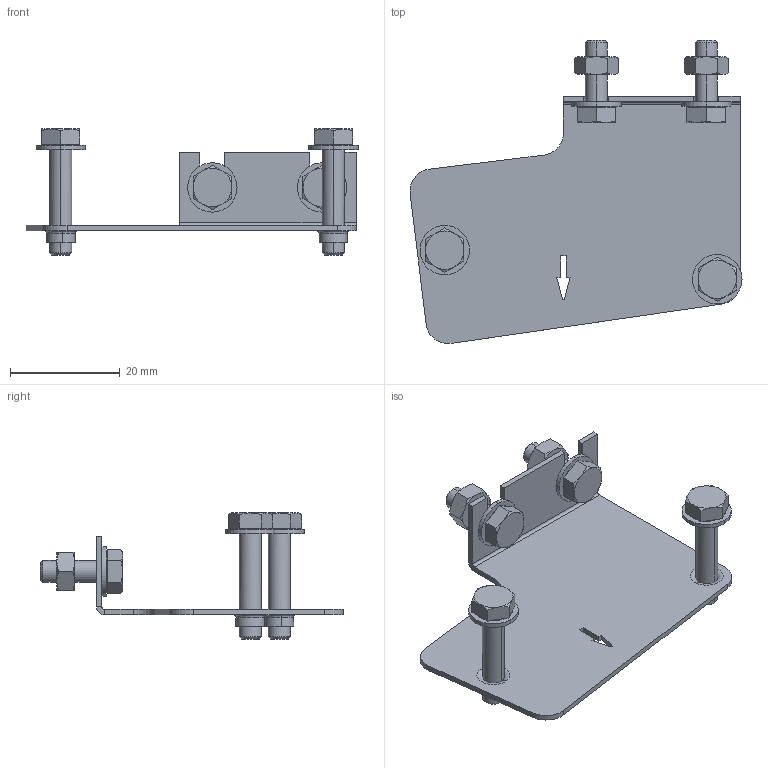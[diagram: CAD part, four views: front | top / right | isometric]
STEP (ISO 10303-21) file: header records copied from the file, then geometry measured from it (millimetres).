
FILE_DESCRIPTION((''),'2;1');
FILE_NAME('CAD1251','2011-05-20T',('cludewig'),(''),'PRO/ENGINEER BY PARAMETRIC TECHNOLOGY CORPORATION, 2007250','PRO/ENGINEER BY PARAMETRIC TECHNOLOGY CORPORATION, 2007250','');
FILE_SCHEMA(('CONFIG_CONTROL_DESIGN'));
Length unit declared in the file: millimetre
Products named in the file (1): CAD1251
Bounding box: 60.44 x 55.19 x 22.95 mm (x, y, z)
Volume: 4100.5 mm3; surface area: 6902.4 mm2
Topology: 1 solids, 1 shells, 246 faces, 571 edges, 350 vertices
Faces by surface type: plane 119, cone 64, cylinder 55, torus 8
Entity records: 7680 total; most frequent: CARTESIAN_POINT 2050, DIRECTION 1207, ORIENTED_EDGE 1136, EDGE_CURVE 568, AXIS2_PLACEMENT_3D 485, VERTEX_POINT 344, EDGE_LOOP 268, FACE_OUTER_BOUND 246
